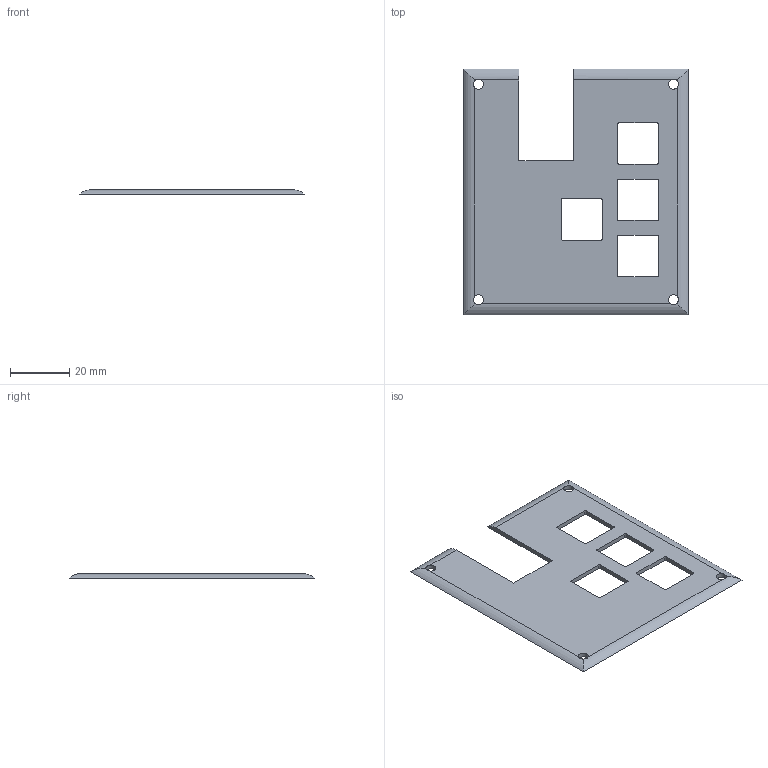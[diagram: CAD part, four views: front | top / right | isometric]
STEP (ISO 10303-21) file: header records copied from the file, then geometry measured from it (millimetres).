
FILE_DESCRIPTION(/* description */ (''),/* implementation_level */ '2;1');
FILE_NAME(/* name */ 'TopPlate Final.step',/* time_stamp */ '2025-12-03T20:07:44+05:30',/* author */ (''),/* organization */ (''),/* preprocessor_version */ 'ST-DEVELOPER v20.1',/* originating_system */ 'Autodesk Translation Framework v14.4.0.0',/* authorisation */ '');
FILE_SCHEMA (('AUTOMOTIVE_DESIGN { 1 0 10303 214 3 1 1 }'));
Length unit declared in the file: millimetre
Products named in the file (1): TopPlate
Bounding box: 76 x 83 x 1.5 mm (x, y, z)
Volume: 6885.7 mm3; surface area: 10461.5 mm2
Topology: 1 solids, 1 shells, 50 faces, 156 edges, 104 vertices
Faces by surface type: cylinder 25, plane 25
Full cylindrical faces by diameter (mm): 3.4 x4
Entity records: 1871 total; most frequent: CARTESIAN_POINT 385, ORIENTED_EDGE 312, DIRECTION 300, EDGE_CURVE 156, VERTEX_POINT 104, AXIS2_PLACEMENT_3D 103, LINE 94, VECTOR 94
